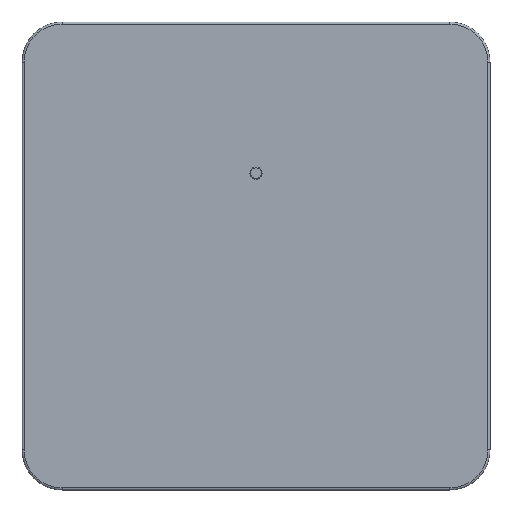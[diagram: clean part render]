
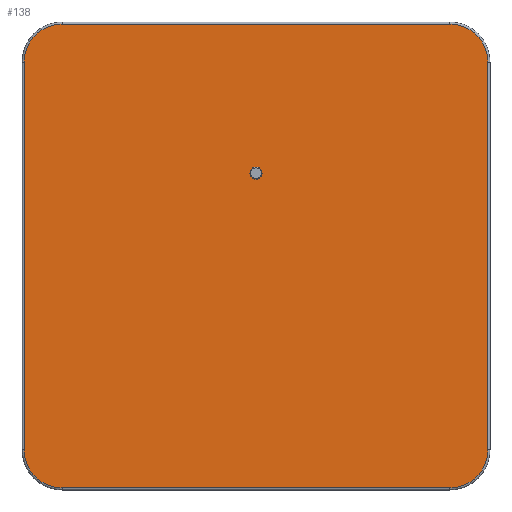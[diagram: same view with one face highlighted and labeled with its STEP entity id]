
A CAD part, front view. The second image highlights one B-rep face of the part: STEP entity #138.
In plain terms, the highlighted planar face has unit normal (0, -1, 0).
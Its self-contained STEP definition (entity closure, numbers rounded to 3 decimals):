
#138=ADVANCED_FACE('',(#704,#705),#706,.T.);
#704=FACE_OUTER_BOUND('',#2414,.T.);
#705=FACE_BOUND('',#2415,.T.);
#706=PLANE('',#2416);
#2414=EDGE_LOOP('',(#8161,#8162,#8163,#8164,#8165,#8166,#8167,#8168));
#2415=EDGE_LOOP('',(#8169,#8170));
#2416=AXIS2_PLACEMENT_3D('',#8171,#8172,#8173);
#8161=ORIENTED_EDGE('',*,*,#11216,.T.);
#8162=ORIENTED_EDGE('',*,*,#11217,.T.);
#8163=ORIENTED_EDGE('',*,*,#11218,.T.);
#8164=ORIENTED_EDGE('',*,*,#11219,.T.);
#8165=ORIENTED_EDGE('',*,*,#11220,.T.);
#8166=ORIENTED_EDGE('',*,*,#11221,.T.);
#8167=ORIENTED_EDGE('',*,*,#11222,.T.);
#8168=ORIENTED_EDGE('',*,*,#11223,.T.);
#8169=ORIENTED_EDGE('',*,*,#10933,.F.);
#8170=ORIENTED_EDGE('',*,*,#11224,.F.);
#8171=CARTESIAN_POINT('',(14.5,0.0,-14.5));
#8172=DIRECTION('',(0.0,-1.0,0.0));
#8173=DIRECTION('',(0.0,0.0,-1.0));
#10933=EDGE_CURVE('',#12313,#12314,#12315,.T.);
#11216=EDGE_CURVE('',#12862,#12863,#12864,.T.);
#11217=EDGE_CURVE('',#12863,#12865,#12866,.T.);
#11218=EDGE_CURVE('',#12865,#12867,#12868,.T.);
#11219=EDGE_CURVE('',#12867,#12869,#12870,.T.);
#11220=EDGE_CURVE('',#12869,#12871,#12872,.T.);
#11221=EDGE_CURVE('',#12871,#12873,#12874,.T.);
#11222=EDGE_CURVE('',#12873,#12875,#12876,.T.);
#11223=EDGE_CURVE('',#12875,#12862,#12877,.T.);
#11224=EDGE_CURVE('',#12314,#12313,#12878,.T.);
#12313=VERTEX_POINT('',#15328);
#12314=VERTEX_POINT('',#15329);
#12315=CIRCLE('',#15330,0.45);
#12862=VERTEX_POINT('',#17635);
#12863=VERTEX_POINT('',#17636);
#12864=LINE('',#17637,#17638);
#12865=VERTEX_POINT('',#17639);
#12866=CIRCLE('',#17640,2.85);
#12867=VERTEX_POINT('',#17641);
#12868=LINE('',#17642,#17643);
#12869=VERTEX_POINT('',#17644);
#12870=CIRCLE('',#17645,2.85);
#12871=VERTEX_POINT('',#17646);
#12872=LINE('',#17647,#17648);
#12873=VERTEX_POINT('',#17649);
#12874=CIRCLE('',#17650,2.85);
#12875=VERTEX_POINT('',#17651);
#12876=LINE('',#17652,#17653);
#12877=CIRCLE('',#17654,2.85);
#12878=CIRCLE('',#17655,0.45);
#15328=CARTESIAN_POINT('',(0.0,0.0,5.75));
#15329=CARTESIAN_POINT('',(0.,0.0,6.65));
#15330=AXIS2_PLACEMENT_3D('',#22119,#22120,#22121);
#17635=CARTESIAN_POINT('',(17.35,0.0,-14.5));
#17636=CARTESIAN_POINT('',(17.35,0.0,14.5));
#17637=CARTESIAN_POINT('',(17.35,0.0,14.5));
#17638=VECTOR('',#22328,1000.0);
#17639=CARTESIAN_POINT('',(14.5,0.0,17.35));
#17640=AXIS2_PLACEMENT_3D('',#22329,#22330,#22331);
#17641=CARTESIAN_POINT('',(-14.5,0.0,17.35));
#17642=CARTESIAN_POINT('',(-14.5,0.0,17.35));
#17643=VECTOR('',#22332,1000.0);
#17644=CARTESIAN_POINT('',(-17.35,0.0,14.5));
#17645=AXIS2_PLACEMENT_3D('',#22333,#22334,#22335);
#17646=CARTESIAN_POINT('',(-17.35,0.0,-14.5));
#17647=CARTESIAN_POINT('',(-17.35,0.0,-14.5));
#17648=VECTOR('',#22336,1000.0);
#17649=CARTESIAN_POINT('',(-14.5,0.0,-17.35));
#17650=AXIS2_PLACEMENT_3D('',#22337,#22338,#22339);
#17651=CARTESIAN_POINT('',(14.5,0.0,-17.35));
#17652=CARTESIAN_POINT('',(14.5,0.0,-17.35));
#17653=VECTOR('',#22340,1000.0);
#17654=AXIS2_PLACEMENT_3D('',#22341,#22342,#22343);
#17655=AXIS2_PLACEMENT_3D('',#22344,#22345,#22346);
#22119=CARTESIAN_POINT('',(0.0,0.0,6.2));
#22120=DIRECTION('',(0.0,-1.0,0.0));
#22121=DIRECTION('',(0.0,0.0,-1.0));
#22328=DIRECTION('',(-0.0,-0.0,1.0));
#22329=CARTESIAN_POINT('',(14.5,0.0,14.5));
#22330=DIRECTION('',(0.0,-1.0,0.0));
#22331=DIRECTION('',(0.0,0.0,-1.0));
#22332=DIRECTION('',(-1.0,-0.0,-0.0));
#22333=CARTESIAN_POINT('',(-14.5,0.0,14.5));
#22334=DIRECTION('',(0.0,-1.0,0.0));
#22335=DIRECTION('',(0.0,0.0,-1.0));
#22336=DIRECTION('',(-0.0,-0.0,-1.0));
#22337=CARTESIAN_POINT('',(-14.5,0.0,-14.5));
#22338=DIRECTION('',(0.0,-1.0,0.0));
#22339=DIRECTION('',(0.0,0.0,-1.0));
#22340=DIRECTION('',(1.0,-0.0,-0.0));
#22341=CARTESIAN_POINT('',(14.5,0.0,-14.5));
#22342=DIRECTION('',(0.0,-1.0,0.0));
#22343=DIRECTION('',(0.0,0.0,-1.0));
#22344=CARTESIAN_POINT('',(0.0,0.0,6.2));
#22345=DIRECTION('',(0.0,-1.0,0.0));
#22346=DIRECTION('',(0.0,0.0,-1.0));
